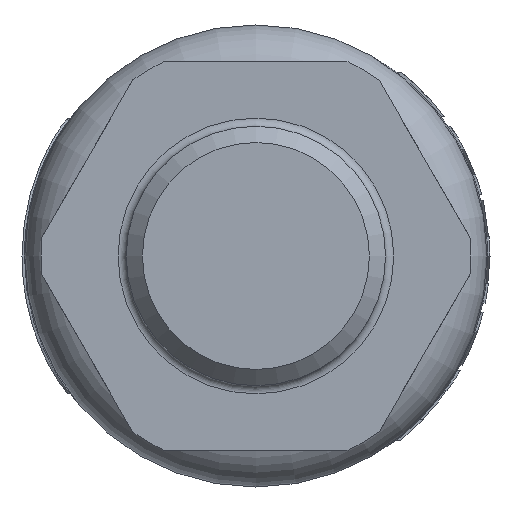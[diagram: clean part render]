
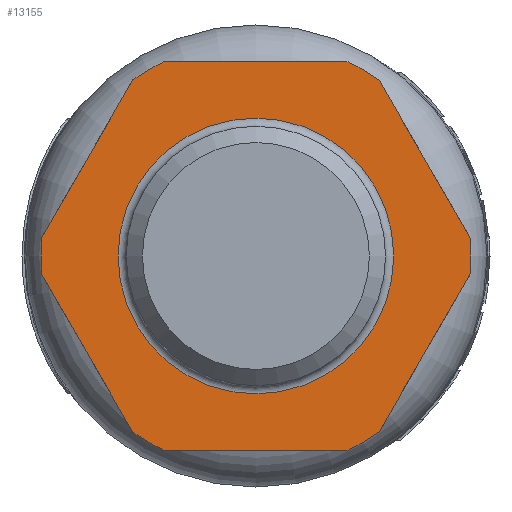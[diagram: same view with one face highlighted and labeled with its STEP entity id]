
A CAD part, left-side view. The second image highlights one B-rep face of the part: STEP entity #13155.
In plain terms, the highlighted planar face has unit normal (-1, 0, 0).
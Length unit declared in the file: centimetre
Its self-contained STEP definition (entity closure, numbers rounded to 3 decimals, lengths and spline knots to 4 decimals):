
#422=FACE_BOUND('',#3512,.T.);
#617=CIRCLE('',#13902,1.325);
#618=CIRCLE('',#13905,1.325);
#619=CIRCLE('',#13908,1.325);
#625=CIRCLE('',#13920,1.325);
#626=CIRCLE('',#13922,1.325);
#628=CIRCLE('',#13925,0.85);
#629=CIRCLE('',#13926,0.85);
#630=CIRCLE('',#13928,1.325);
#1567=LINE('',#23361,#2180);
#1571=LINE('',#23370,#2184);
#1574=LINE('',#23378,#2187);
#1579=LINE('',#23401,#2192);
#1582=LINE('',#23407,#2195);
#1585=LINE('',#23412,#2198);
#2180=VECTOR('',#15860,1.);
#2184=VECTOR('',#15870,1.);
#2187=VECTOR('',#15879,1.);
#2192=VECTOR('',#15904,1.);
#2195=VECTOR('',#15909,1.);
#2198=VECTOR('',#15914,1.);
#2773=FACE_OUTER_BOUND('',#3511,.T.);
#3511=EDGE_LOOP('',(#10004,#10005,#10006,#10007,#10008,#10009,#10010,#10011,
#10012,#10013,#10014,#10015));
#3512=EDGE_LOOP('',(#10016,#10017));
#5247=VERTEX_POINT('',#23358);
#5248=VERTEX_POINT('',#23360);
#5249=VERTEX_POINT('',#23364);
#5250=VERTEX_POINT('',#23368);
#5251=VERTEX_POINT('',#23372);
#5252=VERTEX_POINT('',#23376);
#5253=VERTEX_POINT('',#23380);
#5259=VERTEX_POINT('',#23398);
#5260=VERTEX_POINT('',#23400);
#5261=VERTEX_POINT('',#23404);
#5262=VERTEX_POINT('',#23406);
#5263=VERTEX_POINT('',#23410);
#5264=VERTEX_POINT('',#23418);
#5265=VERTEX_POINT('',#23420);
#6918=EDGE_CURVE('',#5248,#5247,#1567,.T.);
#6921=EDGE_CURVE('',#5249,#5247,#617,.T.);
#6923=EDGE_CURVE('',#5249,#5250,#1571,.T.);
#6925=EDGE_CURVE('',#5251,#5250,#618,.T.);
#6927=EDGE_CURVE('',#5251,#5252,#1574,.T.);
#6929=EDGE_CURVE('',#5253,#5252,#619,.T.);
#6938=EDGE_CURVE('',#5260,#5259,#1579,.T.);
#6941=EDGE_CURVE('',#5262,#5261,#1582,.T.);
#6944=EDGE_CURVE('',#5253,#5263,#1585,.T.);
#6945=EDGE_CURVE('',#5262,#5263,#625,.T.);
#6946=EDGE_CURVE('',#5260,#5261,#626,.T.);
#6948=EDGE_CURVE('',#5265,#5264,#628,.T.);
#6949=EDGE_CURVE('',#5264,#5265,#629,.T.);
#6950=EDGE_CURVE('',#5248,#5259,#630,.T.);
#10004=ORIENTED_EDGE('',*,*,#6938,.T.);
#10005=ORIENTED_EDGE('',*,*,#6950,.F.);
#10006=ORIENTED_EDGE('',*,*,#6918,.T.);
#10007=ORIENTED_EDGE('',*,*,#6921,.F.);
#10008=ORIENTED_EDGE('',*,*,#6923,.T.);
#10009=ORIENTED_EDGE('',*,*,#6925,.F.);
#10010=ORIENTED_EDGE('',*,*,#6927,.T.);
#10011=ORIENTED_EDGE('',*,*,#6929,.F.);
#10012=ORIENTED_EDGE('',*,*,#6944,.T.);
#10013=ORIENTED_EDGE('',*,*,#6945,.F.);
#10014=ORIENTED_EDGE('',*,*,#6941,.T.);
#10015=ORIENTED_EDGE('',*,*,#6946,.F.);
#10016=ORIENTED_EDGE('',*,*,#6948,.T.);
#10017=ORIENTED_EDGE('',*,*,#6949,.T.);
#11975=PLANE('',#13927);
#13155=ADVANCED_FACE('',(#2773,#422),#11975,.T.);
#13902=AXIS2_PLACEMENT_3D('',#23366,#15865,#15866);
#13905=AXIS2_PLACEMENT_3D('',#23374,#15874,#15875);
#13908=AXIS2_PLACEMENT_3D('',#23382,#15883,#15884);
#13920=AXIS2_PLACEMENT_3D('',#23414,#15917,#15918);
#13922=AXIS2_PLACEMENT_3D('',#23416,#15921,#15922);
#13925=AXIS2_PLACEMENT_3D('',#23421,#15927,#15928);
#13926=AXIS2_PLACEMENT_3D('',#23422,#15929,#15930);
#13927=AXIS2_PLACEMENT_3D('',#23423,#15931,#15932);
#13928=AXIS2_PLACEMENT_3D('',#23424,#15933,#15934);
#15860=DIRECTION('',(0.,-1.,0.));
#15865=DIRECTION('center_axis',(1.,0.,0.));
#15866=DIRECTION('ref_axis',(0.,0.,
1.));
#15870=DIRECTION('',(0.,-0.5,0.866));
#15874=DIRECTION('center_axis',(1.,0.,0.));
#15875=DIRECTION('ref_axis',(0.,0.,
1.));
#15879=DIRECTION('',(0.,0.5,0.866));
#15883=DIRECTION('center_axis',(1.,0.,0.));
#15884=DIRECTION('ref_axis',(0.,0.,
1.));
#15904=DIRECTION('',(0.,-0.5,-0.866));
#15909=DIRECTION('',(0.,0.5,-0.866));
#15914=DIRECTION('',(0.,1.,0.));
#15917=DIRECTION('center_axis',(1.,0.,0.));
#15918=DIRECTION('ref_axis',(0.,0.,
1.));
#15921=DIRECTION('center_axis',(1.,0.,0.));
#15922=DIRECTION('ref_axis',(0.,0.,
1.));
#15927=DIRECTION('center_axis',(1.,0.,0.));
#15928=DIRECTION('ref_axis',(0.,0.,
1.));
#15929=DIRECTION('center_axis',(1.,0.,0.));
#15930=DIRECTION('ref_axis',(0.,0.,
1.));
#15931=DIRECTION('center_axis',(-1.,0.,0.));
#15932=DIRECTION('ref_axis',(0.,0.,
-1.));
#15933=DIRECTION('center_axis',(1.,0.,0.));
#15934=DIRECTION('ref_axis',(0.,0.,
1.));
#23358=CARTESIAN_POINT('',(-0.7,-0.5618,-1.2));
#23360=CARTESIAN_POINT('',(-0.7,0.5618,-1.2));
#23361=CARTESIAN_POINT('',(-0.7,-0.3816,-1.2));
#23364=CARTESIAN_POINT('',(-0.7,-0.7583,-1.0865));
#23366=CARTESIAN_POINT('Origin',(-0.7,0.,0.));
#23368=CARTESIAN_POINT('',(-0.7,-1.3201,-0.1135));
#23370=CARTESIAN_POINT('',(-0.7,-1.0644,-0.5564));
#23372=CARTESIAN_POINT('',(-0.7,-1.3201,0.1135));
#23374=CARTESIAN_POINT('Origin',(-0.7,0.,0.));
#23376=CARTESIAN_POINT('',(-0.7,-0.7583,1.0865));
#23378=CARTESIAN_POINT('',(-0.7,-1.3453,0.0699));
#23380=CARTESIAN_POINT('',(-0.7,-0.5618,1.2));
#23382=CARTESIAN_POINT('Origin',(-0.7,0.,0.));
#23398=CARTESIAN_POINT('',(-0.7,0.7583,-1.0865));
#23400=CARTESIAN_POINT('',(-0.7,1.3201,-0.1135));
#23401=CARTESIAN_POINT('',(-0.7,1.0141,-0.6436));
#23404=CARTESIAN_POINT('',(-0.7,1.3201,0.1135));
#23406=CARTESIAN_POINT('',(-0.7,0.7583,1.0865));
#23407=CARTESIAN_POINT('',(-0.7,0.7332,1.1301));
#23410=CARTESIAN_POINT('',(-0.7,0.5618,1.2));
#23412=CARTESIAN_POINT('',(-0.7,-0.9434,1.2));
#23414=CARTESIAN_POINT('Origin',(-0.7,0.,0.));
#23416=CARTESIAN_POINT('Origin',(-0.7,0.,0.));
#23418=CARTESIAN_POINT('',(-0.7,0.,-0.85));
#23420=CARTESIAN_POINT('',(-0.7,-0.85,0.));
#23421=CARTESIAN_POINT('Origin',(-0.7,0.,
0.));
#23422=CARTESIAN_POINT('Origin',(-0.7,0.,
0.));
#23423=CARTESIAN_POINT('Origin',(-0.7,-1.325,0.));
#23424=CARTESIAN_POINT('Origin',(-0.7,0.,0.));
